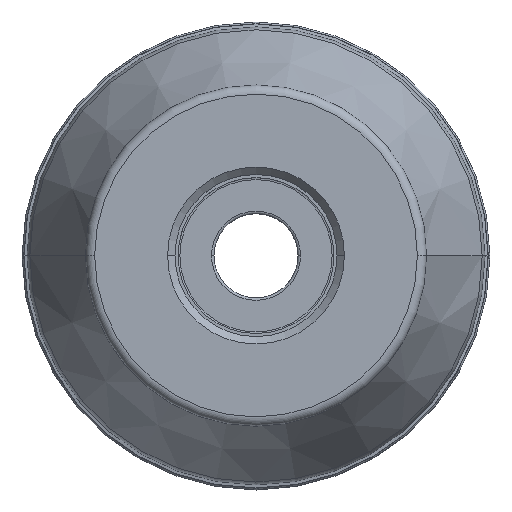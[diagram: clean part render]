
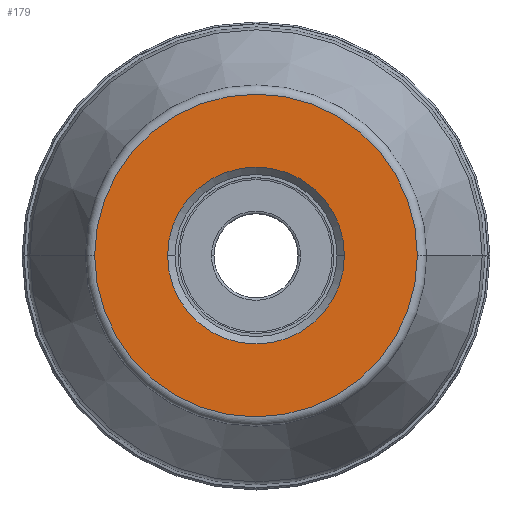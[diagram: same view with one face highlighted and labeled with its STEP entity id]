
A CAD part, top view. The second image highlights one B-rep face of the part: STEP entity #179.
In plain terms, the highlighted planar face has unit normal (0, 0, 1).
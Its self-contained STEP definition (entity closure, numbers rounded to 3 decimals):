
#28=PLANE('',#1694);
#34=FACE_BOUND('',#357,.T.);
#35=FACE_BOUND('',#358,.T.);
#179=ADVANCED_FACE('',(#34,#35),#28,.F.);
#357=EDGE_LOOP('',(#597,#598,#599,#600));
#358=EDGE_LOOP('',(#601,#602,#603,#604));
#597=ORIENTED_EDGE('',*,*,#1077,.F.);
#598=ORIENTED_EDGE('',*,*,#1075,.F.);
#599=ORIENTED_EDGE('',*,*,#1074,.T.);
#600=ORIENTED_EDGE('',*,*,#1078,.T.);
#601=ORIENTED_EDGE('',*,*,#1079,.T.);
#602=ORIENTED_EDGE('',*,*,#1080,.T.);
#603=ORIENTED_EDGE('',*,*,#1081,.T.);
#604=ORIENTED_EDGE('',*,*,#1082,.T.);
#894=VERTEX_POINT('',#5022);
#895=VERTEX_POINT('',#5024);
#896=VERTEX_POINT('',#5026);
#897=VERTEX_POINT('',#5030);
#898=VERTEX_POINT('',#5034);
#899=VERTEX_POINT('',#5035);
#900=VERTEX_POINT('',#5037);
#901=VERTEX_POINT('',#5039);
#1074=EDGE_CURVE('',#895,#894,#1304,.T.);
#1075=EDGE_CURVE('',#895,#896,#1305,.T.);
#1077=EDGE_CURVE('',#896,#897,#1307,.T.);
#1078=EDGE_CURVE('',#894,#897,#1308,.T.);
#1079=EDGE_CURVE('',#898,#899,#1309,.T.);
#1080=EDGE_CURVE('',#899,#900,#1310,.T.);
#1081=EDGE_CURVE('',#900,#901,#1311,.T.);
#1082=EDGE_CURVE('',#901,#898,#1312,.T.);
#1304=CIRCLE('',#1683,26.281);
#1305=CIRCLE('',#1684,26.281);
#1307=CIRCLE('',#1687,26.281);
#1308=CIRCLE('',#1688,26.281);
#1309=CIRCLE('',#1690,14.4);
#1310=CIRCLE('',#1691,14.4);
#1311=CIRCLE('',#1692,14.4);
#1312=CIRCLE('',#1693,14.4);
#1683=AXIS2_PLACEMENT_3D('',#5023,#2066,#2067);
#1684=AXIS2_PLACEMENT_3D('',#5025,#2068,#2069);
#1687=AXIS2_PLACEMENT_3D('',#5029,#2074,#2075);
#1688=AXIS2_PLACEMENT_3D('',#5031,#2076,#2077);
#1690=AXIS2_PLACEMENT_3D('',#5033,#2080,#2081);
#1691=AXIS2_PLACEMENT_3D('',#5036,#2082,#2083);
#1692=AXIS2_PLACEMENT_3D('',#5038,#2084,#2085);
#1693=AXIS2_PLACEMENT_3D('',#5040,#2086,#2087);
#1694=AXIS2_PLACEMENT_3D('',#5041,#2088,#2089);
#2066=DIRECTION('',(0.,0.,1.));
#2067=DIRECTION('',(1.,0.,0.));
#2068=DIRECTION('',(0.,0.,-1.));
#2069=DIRECTION('',(-1.,0.,0.));
#2074=DIRECTION('',(0.,0.,-1.));
#2075=DIRECTION('',(-1.,0.,0.));
#2076=DIRECTION('',(0.,0.,1.));
#2077=DIRECTION('',(1.,0.,0.));
#2080=DIRECTION('',(0.,0.,-1.));
#2081=DIRECTION('',(0.,-1.,0.));
#2082=DIRECTION('',(0.,0.,-1.));
#2083=DIRECTION('',(-1.,0.,0.));
#2084=DIRECTION('',(0.,0.,-1.));
#2085=DIRECTION('',(0.,1.,0.));
#2086=DIRECTION('',(0.,0.,-1.));
#2087=DIRECTION('',(1.,0.,0.));
#2088=DIRECTION('',(0.,0.,-1.));
#2089=DIRECTION('',(1.,0.,0.));
#5022=CARTESIAN_POINT('',(26.281,0.,0.));
#5023=CARTESIAN_POINT('',(0.,0.,0.));
#5024=CARTESIAN_POINT('',(26.281,-0.021,0.));
#5025=CARTESIAN_POINT('',(0.,0.,0.));
#5026=CARTESIAN_POINT('',(-26.281,0.,0.));
#5029=CARTESIAN_POINT('',(0.,0.,0.));
#5030=CARTESIAN_POINT('',(-26.281,0.021,0.));
#5031=CARTESIAN_POINT('',(0.,0.,0.));
#5033=CARTESIAN_POINT('',(0.,0.,0.));
#5034=CARTESIAN_POINT('',(0.,-14.4,0.));
#5035=CARTESIAN_POINT('',(-14.4,0.,0.));
#5036=CARTESIAN_POINT('',(0.,0.,0.));
#5037=CARTESIAN_POINT('',(0.,14.4,0.));
#5038=CARTESIAN_POINT('',(0.,0.,0.));
#5039=CARTESIAN_POINT('',(14.4,0.,0.));
#5040=CARTESIAN_POINT('',(0.,0.,0.));
#5041=CARTESIAN_POINT('',(0.,0.,0.));
